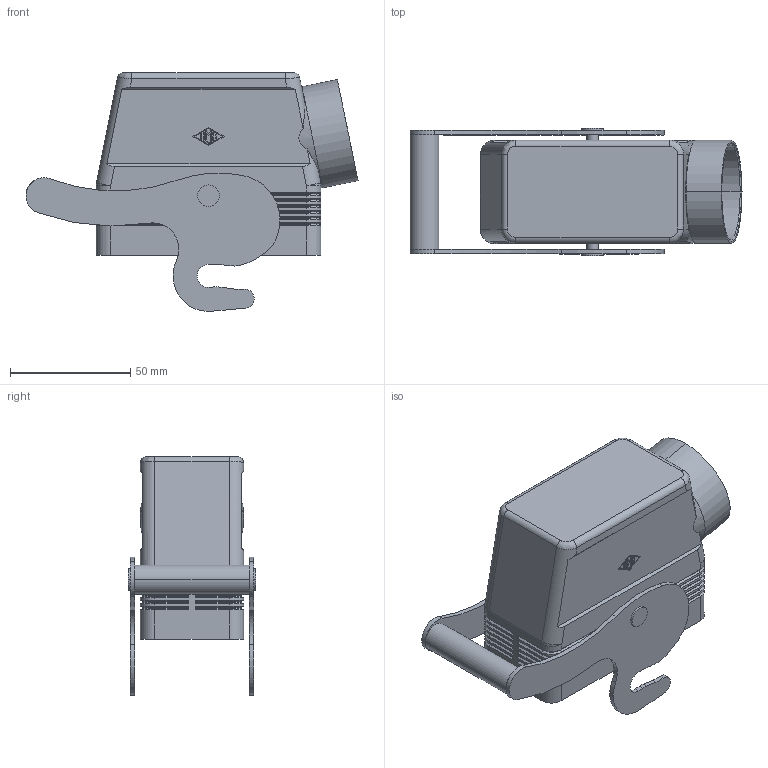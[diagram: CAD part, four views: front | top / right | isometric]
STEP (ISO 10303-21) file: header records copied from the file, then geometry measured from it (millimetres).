
FILE_DESCRIPTION(('Creo Elements/Direct Modeling STEP Export'),'2;1');
FILE_NAME('MAO_16_YX40.stp','2014-07-11T13:05:02',(''),(''),'Creo Elements/Direct Modeling STEP processor for AP214 (Solid Model)','Creo Elements/Direct Modeling 18.0B 02-Dec-2011 (C) Parametric Technology GmbH','');
FILE_SCHEMA(('AUTOMOTIVE_DESIGN { 1 0 10303 214 1 1 1 1 }'));
Length unit declared in the file: millimetre
Products named in the file (1): MAO_16_YX40
Bounding box: 138.24 x 53.2 x 99.36 mm (x, y, z)
Volume: 85583.9 mm3; surface area: 60867.5 mm2
Topology: 1 solids, 1 shells, 487 faces, 1189 edges, 716 vertices
Faces by surface type: plane 258, cylinder 157, cone 62, sphere 4, bspline 4, torus 2
Entity records: 14255 total; most frequent: CARTESIAN_POINT 3029, ORIENTED_EDGE 2362, DIRECTION 2323, EDGE_CURVE 1181, AXIS2_PLACEMENT_3D 780, VECTOR 763, LINE 763, VERTEX_POINT 716
